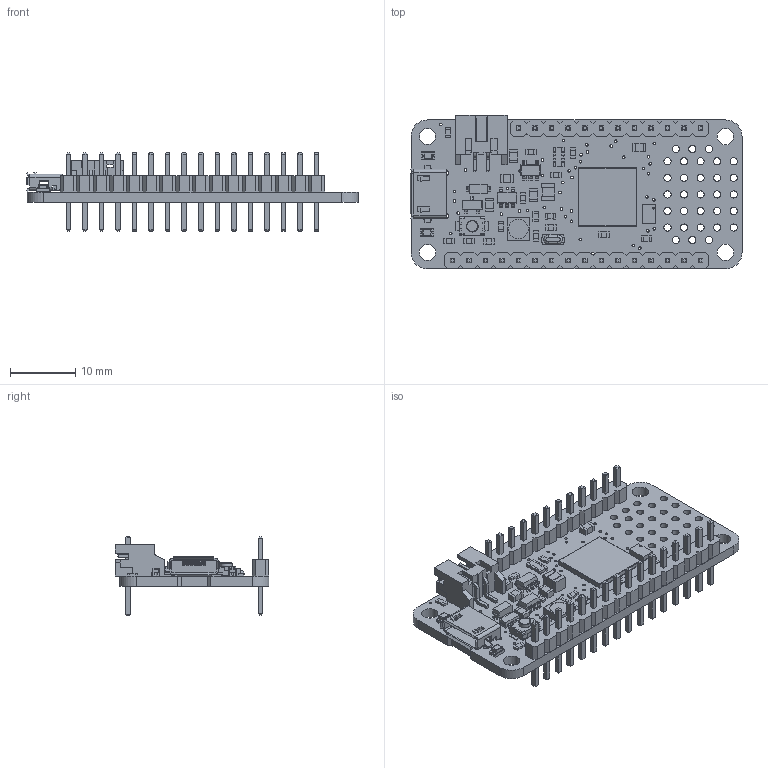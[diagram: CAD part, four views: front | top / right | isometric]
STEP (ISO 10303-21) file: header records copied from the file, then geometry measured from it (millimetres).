
FILE_DESCRIPTION(/* description */ (''),/* implementation_level */ '2;1');
FILE_NAME(/* name */ '3857 Adafruit Feather M4 Express.step',/* time_stamp */ '2018-09-03T18:43:57-04:00',/* author */ ('Adafruit'),/* organization */ (''),/* preprocessor_version */ 'ST-DEVELOPER v17.2',/* originating_system */ 'Autodesk Translation Framework v7.6.0.251',/* authorisation */ '');
FILE_SCHEMA (('AUTOMOTIVE_DESIGN { 1 0 10303 214 3 1 1 }'));
Products named in the file (21): Adafruit Feather M4 Express; PCB Component; Board; 10uF; 1uF; ORANGE; KMR2; MCP73831T-2ACI/OT; 1X16_ROUND; JSTPH; 1X12_ROUND; 32.768; WS2812B3535; 2MB Flash; MBR120; DMG341; 100K; ATSAMD51J; 10uH; TPB1,27; microUSB
Assembly tree (41 placements, depth 3):
  Adafruit Feather M4 Express
    PCB Component
      Board
      10uF  x5
      1uF  x15
      ORANGE  x2
      KMR2
      MCP73831T-2ACI/OT  x2
      1X16_ROUND
      JSTPH
      1X12_ROUND
      32.768
      WS2812B3535
      2MB Flash
      MBR120
      DMG341
      100K
      ATSAMD51J
      10uH
      TPB1,27  x2
      microUSB
Bounding box: 50.95 x 23.6 x 12 mm (x, y, z)
Volume: 2529.8 mm3; surface area: 6098.1 mm2
Topology: 110 solids, 110 shells, 2800 faces, 7391 edges, 4781 vertices
Faces by surface type: plane 2433, cylinder 356, sphere 8, torus 2, cone 1
Full cylindrical faces by diameter (mm): 0.3 x1, 0.394 x32, 0.4 x34, 0.7 x2, 0.8 x2, 1 x28, 1.1 x31, 1.8 x1, 2.5 x2, 2.54 x2, 3 x1
Entity records: 76164 total; most frequent: CARTESIAN_POINT 13026, ORIENTED_EDGE 12796, DIRECTION 12025, EDGE_CURVE 6398, LINE 5729, VECTOR 5729, VERTEX_POINT 4133, AXIS2_PLACEMENT_3D 3148
